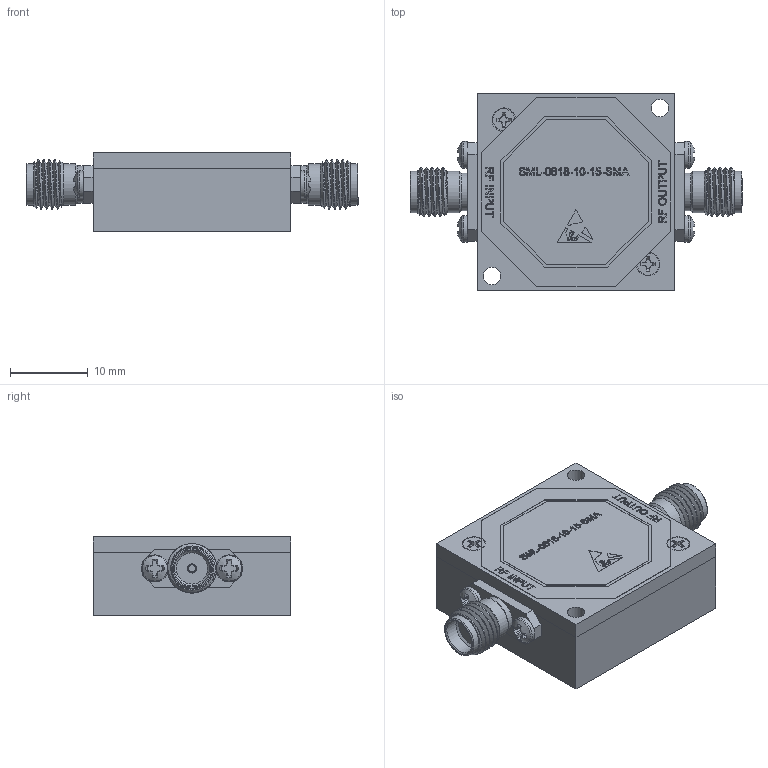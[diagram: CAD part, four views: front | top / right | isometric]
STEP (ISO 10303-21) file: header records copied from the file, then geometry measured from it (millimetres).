
FILE_DESCRIPTION (( 'STEP AP203' ), '1' );
FILE_NAME ('SML-0618-10-15-SMA_3D.step', '2021-04-13T17:29:26', ( '' ), ( '' ), 'SwSTEP 2.0', 'SolidWorks 2020', '' );
FILE_SCHEMA (( 'CONFIG_CONTROL_DESIGN' ));
Length unit declared in the file: inch
Products named in the file (1): SML-0618-10-15-SMA_3D
Bounding box: 42.67 x 25.4 x 10.24 mm (x, y, z)
Volume: 6951 mm3; surface area: 3130.5 mm2
Topology: 1 solids, 7 shells, 727 faces, 1910 edges, 1263 vertices
Faces by surface type: plane 475, bspline 177, cone 46, cylinder 29
Full cylindrical faces by diameter (mm): 0.94 x4, 1.194 x2, 1.854 x4, 2.261 x2, 3.048 x2, 3.454 x4, 4.521 x2, 4.826 x2, 5.334 x4
Entity records: 32288 total; most frequent: CARTESIAN_POINT 15946, ORIENTED_EDGE 3694, DIRECTION 2595, EDGE_CURVE 1847, VERTEX_POINT 1242, LINE 1213, VECTOR 1213, EDGE_LOOP 843
